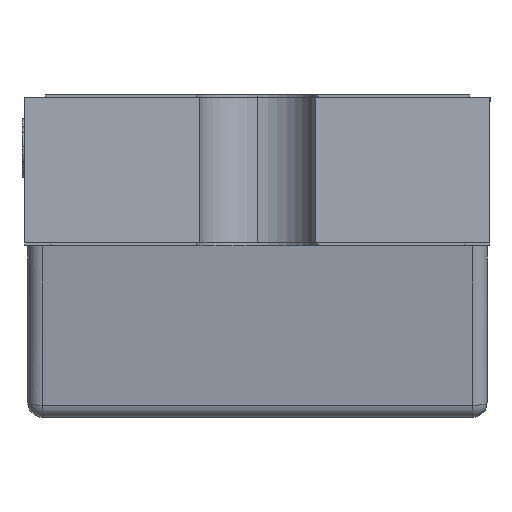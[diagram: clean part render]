
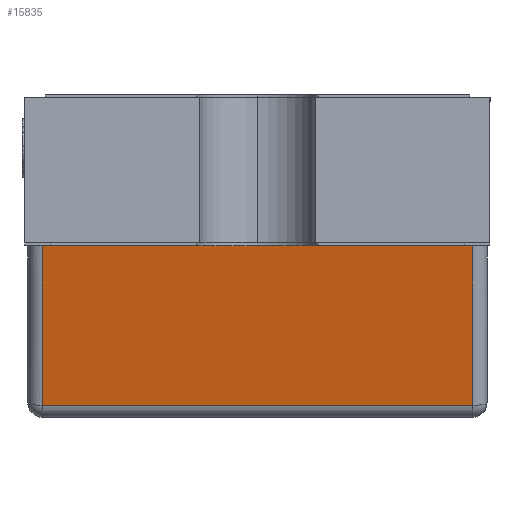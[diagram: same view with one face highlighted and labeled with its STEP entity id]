
A CAD part, left-side view. The second image highlights one B-rep face of the part: STEP entity #15835.
In plain terms, the highlighted planar face has unit normal (-0.986, 0, -0.169).
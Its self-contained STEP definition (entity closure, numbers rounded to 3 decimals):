
#755 = LINE ( 'NONE', #16654, #1406 ) ;
#1099 = EDGE_LOOP ( 'NONE', ( #12212, #14579, #15809, #5561 ) ) ;
#1244 = LINE ( 'NONE', #3733, #2814 ) ;
#1406 = VECTOR ( 'NONE', #14011, 1000. ) ;
#1925 = PLANE ( 'NONE',  #11531 ) ;
#2420 = EDGE_CURVE ( 'NONE', #16743, #16410, #8605, .T. ) ;
#2451 = CARTESIAN_POINT ( 'NONE',  ( -0.7, -0.74, 0.59 ) ) ;
#2650 = CARTESIAN_POINT ( 'NONE',  ( -0.604, -0.74, 0.032 ) ) ;
#2814 = VECTOR ( 'NONE', #3831, 1000. ) ;
#3733 = CARTESIAN_POINT ( 'NONE',  ( -0.7, -0.74, 0.59 ) ) ;
#3831 = DIRECTION ( 'NONE',  ( -0.169, 0., 0.986 ) ) ;
#4196 = VECTOR ( 'NONE', #13572, 1000. ) ;
#5363 = VERTEX_POINT ( 'NONE', #2650 ) ;
#5561 = ORIENTED_EDGE ( 'NONE', *, *, #12846, .T. ) ;
#7642 = EDGE_CURVE ( 'NONE', #5363, #16743, #1244, .T. ) ;
#8173 = CARTESIAN_POINT ( 'NONE',  ( -0.597, 0.74, -0.01 ) ) ;
#8605 = LINE ( 'NONE', #16557, #14796 ) ;
#8867 = CARTESIAN_POINT ( 'NONE',  ( -0.7, 0.74, 0.59 ) ) ;
#10234 = CARTESIAN_POINT ( 'NONE',  ( -0.604, 0.74, 0.032 ) ) ;
#10886 = DIRECTION ( 'NONE',  ( 0., 1., 0. ) ) ;
#11531 = AXIS2_PLACEMENT_3D ( 'NONE', #16804, #13116, #12798 ) ;
#12212 = ORIENTED_EDGE ( 'NONE', *, *, #16392, .T. ) ;
#12798 = DIRECTION ( 'NONE',  ( 0.169, 0., -0.986 ) ) ;
#12846 = EDGE_CURVE ( 'NONE', #16410, #16757, #14691, .T. ) ;
#13116 = DIRECTION ( 'NONE',  ( -0.986, 0., -0.169 ) ) ;
#13572 = DIRECTION ( 'NONE',  ( 0.169, 0., -0.986 ) ) ;
#13637 = FACE_OUTER_BOUND ( 'NONE', #1099, .T. ) ;
#14011 = DIRECTION ( 'NONE',  ( 0., -1., 0. ) ) ;
#14579 = ORIENTED_EDGE ( 'NONE', *, *, #7642, .T. ) ;
#14691 = LINE ( 'NONE', #8173, #4196 ) ;
#14796 = VECTOR ( 'NONE', #10886, 1000. ) ;
#15809 = ORIENTED_EDGE ( 'NONE', *, *, #2420, .T. ) ;
#15835 = ADVANCED_FACE ( 'NONE', ( #13637 ), #1925, .T. ) ;
#16392 = EDGE_CURVE ( 'NONE', #16757, #5363, #755, .T. ) ;
#16410 = VERTEX_POINT ( 'NONE', #8867 ) ;
#16557 = CARTESIAN_POINT ( 'NONE',  ( -0.7, -2.323, 0.59 ) ) ;
#16654 = CARTESIAN_POINT ( 'NONE',  ( -0.604, -2.323, 0.032 ) ) ;
#16743 = VERTEX_POINT ( 'NONE', #2451 ) ;
#16757 = VERTEX_POINT ( 'NONE', #10234 ) ;
#16804 = CARTESIAN_POINT ( 'NONE',  ( -0.597, -2.323, -0.01 ) ) ;
